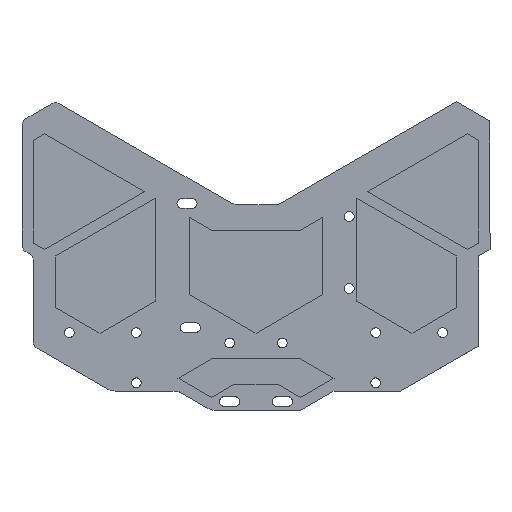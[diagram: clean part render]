
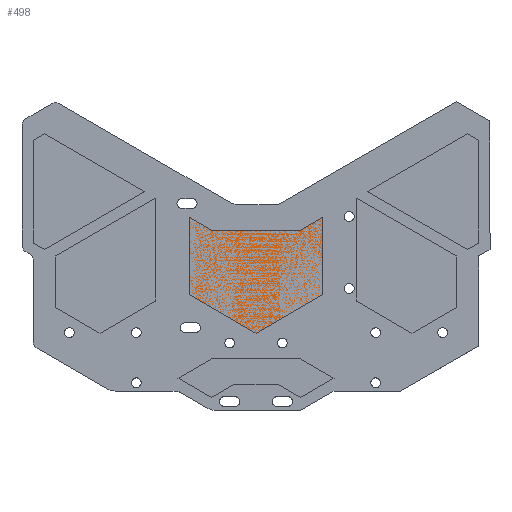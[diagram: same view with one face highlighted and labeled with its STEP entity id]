
A CAD part, top view. The second image highlights one B-rep face of the part: STEP entity #498.
In plain terms, the highlighted planar face has unit normal (0, 0, 1).
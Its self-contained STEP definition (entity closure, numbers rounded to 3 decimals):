
#498=ADVANCED_FACE('',(#1479),#1481,.T.);
#1479=FACE_BOUND('',#1480,.T.);
#1480=EDGE_LOOP('',(#2175,#2176,#2177,#2178,#2179,#2180,#2181));
#1481=PLANE('',#1482);
#1482=AXIS2_PLACEMENT_3D('',#1483,#1484,#1485);
#1483=CARTESIAN_POINT('',(0.,0.,4.));
#1484=DIRECTION('',(0.,0.,1.));
#1485=DIRECTION('',(-1.,0.,0.));
#2175=ORIENTED_EDGE('',*,*,#2564,.T.);
#2176=ORIENTED_EDGE('',*,*,#2461,.T.);
#2177=ORIENTED_EDGE('',*,*,#2469,.T.);
#2178=ORIENTED_EDGE('',*,*,#2466,.F.);
#2179=ORIENTED_EDGE('',*,*,#2455,.F.);
#2180=ORIENTED_EDGE('',*,*,#2563,.F.);
#2181=ORIENTED_EDGE('',*,*,#2565,.F.);
#2455=EDGE_CURVE('',#2952,#2954,#2955,.T.);
#2461=EDGE_CURVE('',#2966,#2964,#2967,.T.);
#2466=EDGE_CURVE('',#2954,#2975,#2976,.T.);
#2469=EDGE_CURVE('',#2964,#2975,#2980,.T.);
#2563=EDGE_CURVE('',#3119,#2952,#3121,.T.);
#2564=EDGE_CURVE('',#3122,#2966,#3123,.T.);
#2565=EDGE_CURVE('',#3122,#3119,#3124,.T.);
#2952=VERTEX_POINT('',#3997);
#2954=VERTEX_POINT('',#4001);
#2955=LINE('',#4002,#4003);
#2964=VERTEX_POINT('',#4021);
#2966=VERTEX_POINT('',#4025);
#2967=LINE('',#4026,#4027);
#2975=VERTEX_POINT('',#4044);
#2976=LINE('',#4045,#4046);
#2980=LINE('',#4055,#4056);
#3119=VERTEX_POINT('',#4380);
#3121=LINE('',#4384,#4385);
#3122=VERTEX_POINT('',#4387);
#3123=LINE('',#4388,#4389);
#3124=LINE('',#4391,#4392);
#3997=CARTESIAN_POINT('',(25.981,45.,4.));
#4001=CARTESIAN_POINT('',(25.981,15.,4.));
#4002=CARTESIAN_POINT('',(25.981,45.,4.));
#4003=VECTOR('',#4004,1.);
#4004=DIRECTION('',(0.,-1.,0.));
#4021=CARTESIAN_POINT('',(-25.981,15.,4.));
#4025=CARTESIAN_POINT('',(-25.981,45.,4.));
#4026=CARTESIAN_POINT('',(-25.981,45.,4.));
#4027=VECTOR('',#4028,1.);
#4028=DIRECTION('',(0.,-1.,0.));
#4044=CARTESIAN_POINT('',(0.,0.,4.));
#4045=CARTESIAN_POINT('',(25.981,15.,4.));
#4046=VECTOR('',#4047,1.);
#4047=DIRECTION('',(-0.866,-0.5,0.));
#4055=CARTESIAN_POINT('',(-25.981,15.,4.));
#4056=VECTOR('',#4057,1.);
#4057=DIRECTION('',(0.866,-0.5,0.));
#4380=CARTESIAN_POINT('',(17.321,40.,4.));
#4384=CARTESIAN_POINT('',(17.321,40.,4.));
#4385=VECTOR('',#4386,1.);
#4386=DIRECTION('',(0.866,0.5,0.));
#4387=CARTESIAN_POINT('',(-17.321,40.,4.));
#4388=CARTESIAN_POINT('',(-17.321,40.,4.));
#4389=VECTOR('',#4390,1.);
#4390=DIRECTION('',(-0.866,0.5,0.));
#4391=CARTESIAN_POINT('',(-17.321,40.,4.));
#4392=VECTOR('',#4393,1.);
#4393=DIRECTION('',(1.,0.,0.));
